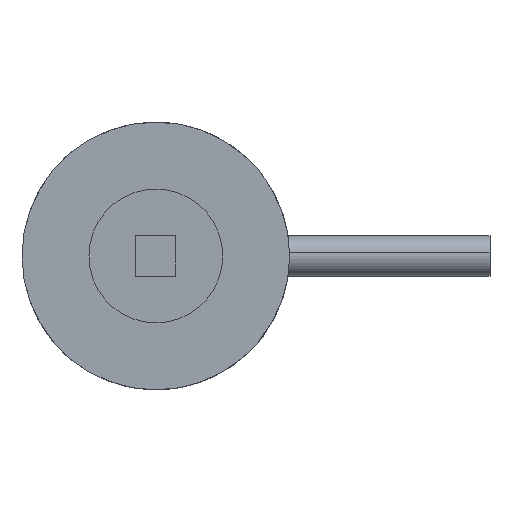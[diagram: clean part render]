
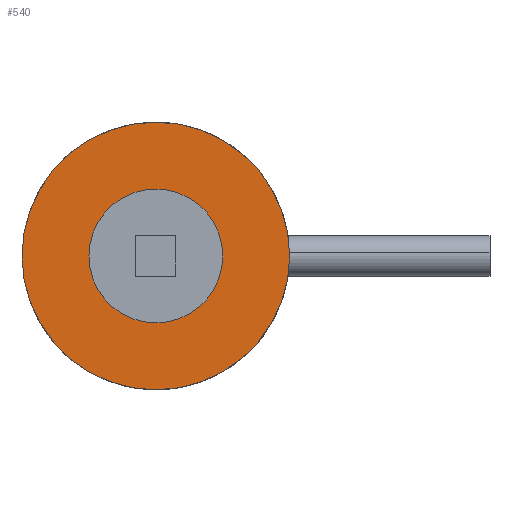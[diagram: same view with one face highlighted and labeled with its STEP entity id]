
A CAD part, top view. The second image highlights one B-rep face of the part: STEP entity #540.
In plain terms, the highlighted planar face has unit normal (0, 0, 1).
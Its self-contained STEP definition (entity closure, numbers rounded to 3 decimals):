
#119 = AXIS2_PLACEMENT_3D ( 'NONE', #2596, #1090, #2828 ) ;
#168 = DIRECTION ( 'NONE',  ( 1., 0., 0. ) ) ;
#187 = DIRECTION ( 'NONE',  ( 0., 0., 1. ) ) ;
#219 = CIRCLE ( 'NONE', #119, 10. ) ;
#361 = VERTEX_POINT ( 'NONE', #2107 ) ;
#389 = CIRCLE ( 'NONE', #624, 5. ) ;
#438 = EDGE_CURVE ( 'NONE', #1173, #595, #389, .T. ) ;
#446 = VERTEX_POINT ( 'NONE', #2313 ) ;
#478 = ORIENTED_EDGE ( 'NONE', *, *, #3200, .F. ) ;
#537 = FACE_BOUND ( 'NONE', #2122, .T. ) ;
#540 = ADVANCED_FACE ( 'NONE', ( #537, #2559 ), #2348, .T. ) ;
#595 = VERTEX_POINT ( 'NONE', #642 ) ;
#624 = AXIS2_PLACEMENT_3D ( 'NONE', #2287, #2684, #2945 ) ;
#642 = CARTESIAN_POINT ( 'NONE',  ( 5., 0., 0.5 ) ) ;
#1063 = CIRCLE ( 'NONE', #2686, 10. ) ;
#1079 = AXIS2_PLACEMENT_3D ( 'NONE', #2749, #1289, #2985 ) ;
#1090 = DIRECTION ( 'NONE',  ( 0., 0., 1. ) ) ;
#1092 = ORIENTED_EDGE ( 'NONE', *, *, #2584, .T. ) ;
#1173 = VERTEX_POINT ( 'NONE', #3026 ) ;
#1174 = EDGE_LOOP ( 'NONE', ( #2566, #1092 ) ) ;
#1238 = ORIENTED_EDGE ( 'NONE', *, *, #438, .F. ) ;
#1289 = DIRECTION ( 'NONE',  ( 0., 0., 1. ) ) ;
#1572 = EDGE_CURVE ( 'NONE', #361, #446, #1063, .T. ) ;
#1908 = DIRECTION ( 'NONE',  ( 0., 0., 1. ) ) ;
#2107 = CARTESIAN_POINT ( 'NONE',  ( -10., 0., 0.5 ) ) ;
#2122 = EDGE_LOOP ( 'NONE', ( #1238, #478 ) ) ;
#2287 = CARTESIAN_POINT ( 'NONE',  ( 0., 0., 0.5 ) ) ;
#2304 = CIRCLE ( 'NONE', #1079, 5. ) ;
#2313 = CARTESIAN_POINT ( 'NONE',  ( 10., 0., 0.5 ) ) ;
#2348 = PLANE ( 'NONE',  #2826 ) ;
#2559 = FACE_OUTER_BOUND ( 'NONE', #1174, .T. ) ;
#2566 = ORIENTED_EDGE ( 'NONE', *, *, #1572, .T. ) ;
#2584 = EDGE_CURVE ( 'NONE', #446, #361, #219, .T. ) ;
#2596 = CARTESIAN_POINT ( 'NONE',  ( 0., 0., 0.5 ) ) ;
#2633 = DIRECTION ( 'NONE',  ( 1., 0., 0. ) ) ;
#2643 = CARTESIAN_POINT ( 'NONE',  ( 0., 0., 0.5 ) ) ;
#2684 = DIRECTION ( 'NONE',  ( 0., 0., 1. ) ) ;
#2686 = AXIS2_PLACEMENT_3D ( 'NONE', #2643, #1908, #2633 ) ;
#2749 = CARTESIAN_POINT ( 'NONE',  ( 0., 0., 0.5 ) ) ;
#2754 = CARTESIAN_POINT ( 'NONE',  ( 0., 0., 0.5 ) ) ;
#2826 = AXIS2_PLACEMENT_3D ( 'NONE', #2754, #187, #168 ) ;
#2828 = DIRECTION ( 'NONE',  ( 1., 0., 0. ) ) ;
#2945 = DIRECTION ( 'NONE',  ( 1., 0., 0. ) ) ;
#2985 = DIRECTION ( 'NONE',  ( 1., 0., 0. ) ) ;
#3026 = CARTESIAN_POINT ( 'NONE',  ( -5., 0., 0.5 ) ) ;
#3200 = EDGE_CURVE ( 'NONE', #595, #1173, #2304, .T. ) ;
